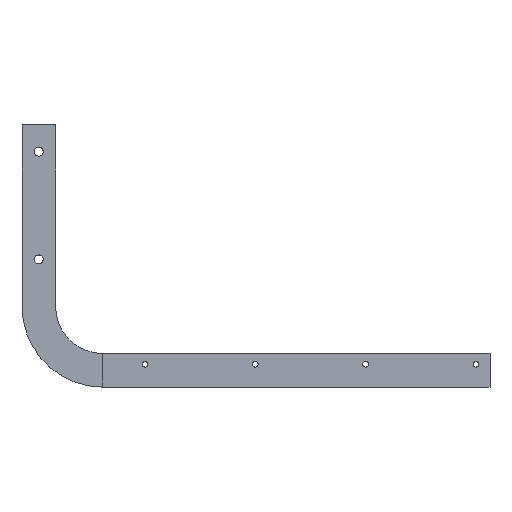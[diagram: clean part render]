
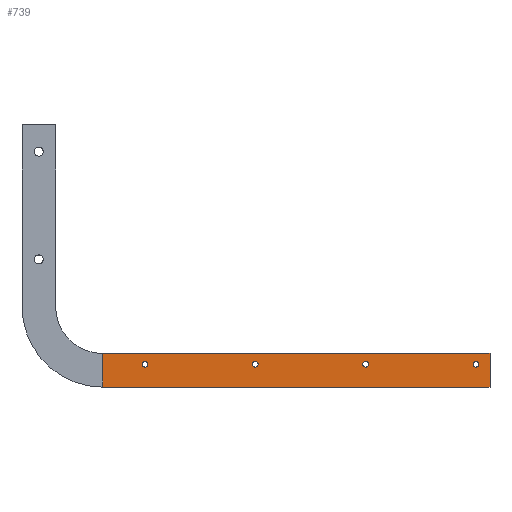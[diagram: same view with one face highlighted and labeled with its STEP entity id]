
A CAD part, top view. The second image highlights one B-rep face of the part: STEP entity #739.
In plain terms, the highlighted planar face has unit normal (0, 0, 1).
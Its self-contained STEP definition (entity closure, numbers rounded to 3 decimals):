
#3 = AXIS2_PLACEMENT_3D ( 'NONE', #490, #314, #560 ) ;
#24 = CARTESIAN_POINT ( 'NONE',  ( 348., -195., 6. ) ) ;
#27 = ORIENTED_EDGE ( 'NONE', *, *, #507, .F. ) ;
#45 = CARTESIAN_POINT ( 'NONE',  ( 173.5, -178., 6. ) ) ;
#50 = DIRECTION ( 'NONE',  ( 1., 0., 0. ) ) ;
#59 = ORIENTED_EDGE ( 'NONE', *, *, #177, .F. ) ;
#61 = LINE ( 'NONE', #361, #292 ) ;
#63 = DIRECTION ( 'NONE',  ( 1., 0., 0. ) ) ;
#74 = CARTESIAN_POINT ( 'NONE',  ( 348., -170., 6. ) ) ;
#77 = AXIS2_PLACEMENT_3D ( 'NONE', #45, #364, #183 ) ;
#82 = AXIS2_PLACEMENT_3D ( 'NONE', #748, #427, #682 ) ;
#86 = FACE_BOUND ( 'NONE', #514, .T. ) ;
#91 = CARTESIAN_POINT ( 'NONE',  ( 257.6, -178., 6. ) ) ;
#94 = EDGE_CURVE ( 'NONE', #313, #358, #638, .T. ) ;
#118 = VERTEX_POINT ( 'NONE', #242 ) ;
#119 = LINE ( 'NONE', #745, #210 ) ;
#125 = CIRCLE ( 'NONE', #690, 2.1 ) ;
#128 = EDGE_CURVE ( 'NONE', #533, #641, #125, .T. ) ;
#141 = EDGE_CURVE ( 'NONE', #574, #754, #61, .T. ) ;
#146 = CIRCLE ( 'NONE', #82, 2.1 ) ;
#163 = CARTESIAN_POINT ( 'NONE',  ( 337.5, -178., 6. ) ) ;
#170 = CARTESIAN_POINT ( 'NONE',  ( 255.5, -178., 6. ) ) ;
#177 = EDGE_CURVE ( 'NONE', #434, #387, #646, .T. ) ;
#180 = DIRECTION ( 'NONE',  ( -1., 0., 0. ) ) ;
#183 = DIRECTION ( 'NONE',  ( 1., 0., 0. ) ) ;
#204 = CARTESIAN_POINT ( 'NONE',  ( 60., -170., 6. ) ) ;
#210 = VECTOR ( 'NONE', #689, 1000. ) ;
#236 = CARTESIAN_POINT ( 'NONE',  ( 91.5, -178., 6. ) ) ;
#238 = CARTESIAN_POINT ( 'NONE',  ( 173.5, -178., 6. ) ) ;
#242 = CARTESIAN_POINT ( 'NONE',  ( 60., -195., 6. ) ) ;
#250 = LINE ( 'NONE', #381, #315 ) ;
#262 = DIRECTION ( 'NONE',  ( 0., 0., 1. ) ) ;
#264 = DIRECTION ( 'NONE',  ( 1., 0., 0. ) ) ;
#275 = DIRECTION ( 'NONE',  ( 0., 0., 1. ) ) ;
#284 = EDGE_CURVE ( 'NONE', #387, #434, #774, .T. ) ;
#285 = VERTEX_POINT ( 'NONE', #567 ) ;
#292 = VECTOR ( 'NONE', #180, 1000. ) ;
#297 = CARTESIAN_POINT ( 'NONE',  ( 93.6, -178., 6. ) ) ;
#311 = AXIS2_PLACEMENT_3D ( 'NONE', #316, #262, #451 ) ;
#313 = VERTEX_POINT ( 'NONE', #587 ) ;
#314 = DIRECTION ( 'NONE',  ( 0., 0., 1. ) ) ;
#315 = VECTOR ( 'NONE', #566, 1000. ) ;
#316 = CARTESIAN_POINT ( 'NONE',  ( 91.5, -178., 6. ) ) ;
#317 = VERTEX_POINT ( 'NONE', #24 ) ;
#323 = FACE_BOUND ( 'NONE', #613, .T. ) ;
#327 = ORIENTED_EDGE ( 'NONE', *, *, #141, .T. ) ;
#337 = VECTOR ( 'NONE', #461, 1000. ) ;
#356 = CARTESIAN_POINT ( 'NONE',  ( 89.4, -178., 6. ) ) ;
#358 = VERTEX_POINT ( 'NONE', #634 ) ;
#361 = CARTESIAN_POINT ( 'NONE',  ( 348., -170., 6. ) ) ;
#364 = DIRECTION ( 'NONE',  ( 0., 0., 1. ) ) ;
#368 = DIRECTION ( 'NONE',  ( 0., 0., 1. ) ) ;
#374 = ORIENTED_EDGE ( 'NONE', *, *, #504, .F. ) ;
#381 = CARTESIAN_POINT ( 'NONE',  ( 60., -135., 6. ) ) ;
#383 = ORIENTED_EDGE ( 'NONE', *, *, #724, .T. ) ;
#386 = FACE_BOUND ( 'NONE', #632, .T. ) ;
#387 = VERTEX_POINT ( 'NONE', #297 ) ;
#393 = AXIS2_PLACEMENT_3D ( 'NONE', #236, #488, #743 ) ;
#402 = EDGE_LOOP ( 'NONE', ( #768, #530 ) ) ;
#419 = CIRCLE ( 'NONE', #448, 2.1 ) ;
#427 = DIRECTION ( 'NONE',  ( 0., 0., 1. ) ) ;
#433 = CIRCLE ( 'NONE', #536, 2.1 ) ;
#434 = VERTEX_POINT ( 'NONE', #356 ) ;
#448 = AXIS2_PLACEMENT_3D ( 'NONE', #163, #801, #672 ) ;
#451 = DIRECTION ( 'NONE',  ( 1., 0., 0. ) ) ;
#461 = DIRECTION ( 'NONE',  ( 0., 1., 0. ) ) ;
#475 = VERTEX_POINT ( 'NONE', #697 ) ;
#488 = DIRECTION ( 'NONE',  ( 0., 0., 1. ) ) ;
#490 = CARTESIAN_POINT ( 'NONE',  ( 337.5, -178., 6. ) ) ;
#502 = EDGE_CURVE ( 'NONE', #641, #533, #146, .T. ) ;
#503 = CARTESIAN_POINT ( 'NONE',  ( 253.4, -178., 6. ) ) ;
#504 = EDGE_CURVE ( 'NONE', #475, #285, #605, .T. ) ;
#506 = EDGE_CURVE ( 'NONE', #118, #317, #119, .T. ) ;
#507 = EDGE_CURVE ( 'NONE', #118, #754, #250, .T. ) ;
#514 = EDGE_LOOP ( 'NONE', ( #538, #800 ) ) ;
#520 = ORIENTED_EDGE ( 'NONE', *, *, #506, .T. ) ;
#530 = ORIENTED_EDGE ( 'NONE', *, *, #128, .F. ) ;
#533 = VERTEX_POINT ( 'NONE', #503 ) ;
#536 = AXIS2_PLACEMENT_3D ( 'NONE', #238, #368, #63 ) ;
#538 = ORIENTED_EDGE ( 'NONE', *, *, #94, .F. ) ;
#550 = AXIS2_PLACEMENT_3D ( 'NONE', #769, #275, #264 ) ;
#560 = DIRECTION ( 'NONE',  ( 1., 0., 0. ) ) ;
#566 = DIRECTION ( 'NONE',  ( 0., 1., 0. ) ) ;
#567 = CARTESIAN_POINT ( 'NONE',  ( 339.6, -178., 6. ) ) ;
#574 = VERTEX_POINT ( 'NONE', #74 ) ;
#575 = FACE_OUTER_BOUND ( 'NONE', #789, .T. ) ;
#579 = EDGE_CURVE ( 'NONE', #358, #313, #433, .T. ) ;
#587 = CARTESIAN_POINT ( 'NONE',  ( 175.6, -178., 6. ) ) ;
#605 = CIRCLE ( 'NONE', #3, 2.1 ) ;
#610 = DIRECTION ( 'NONE',  ( 0., 0., 1. ) ) ;
#613 = EDGE_LOOP ( 'NONE', ( #647, #374 ) ) ;
#632 = EDGE_LOOP ( 'NONE', ( #732, #59 ) ) ;
#634 = CARTESIAN_POINT ( 'NONE',  ( 171.4, -178., 6. ) ) ;
#637 = LINE ( 'NONE', #644, #337 ) ;
#638 = CIRCLE ( 'NONE', #77, 2.1 ) ;
#640 = PLANE ( 'NONE',  #550 ) ;
#641 = VERTEX_POINT ( 'NONE', #91 ) ;
#644 = CARTESIAN_POINT ( 'NONE',  ( 348., -195., 6. ) ) ;
#646 = CIRCLE ( 'NONE', #393, 2.1 ) ;
#647 = ORIENTED_EDGE ( 'NONE', *, *, #795, .F. ) ;
#648 = FACE_BOUND ( 'NONE', #402, .T. ) ;
#672 = DIRECTION ( 'NONE',  ( 1., 0., 0. ) ) ;
#682 = DIRECTION ( 'NONE',  ( 1., 0., 0. ) ) ;
#689 = DIRECTION ( 'NONE',  ( 1., 0., 0. ) ) ;
#690 = AXIS2_PLACEMENT_3D ( 'NONE', #170, #610, #50 ) ;
#697 = CARTESIAN_POINT ( 'NONE',  ( 335.4, -178., 6. ) ) ;
#724 = EDGE_CURVE ( 'NONE', #317, #574, #637, .T. ) ;
#732 = ORIENTED_EDGE ( 'NONE', *, *, #284, .F. ) ;
#739 = ADVANCED_FACE ( 'NONE', ( #648, #323, #575, #86, #386 ), #640, .T. ) ;
#743 = DIRECTION ( 'NONE',  ( 1., 0., 0. ) ) ;
#745 = CARTESIAN_POINT ( 'NONE',  ( 60., -195., 6. ) ) ;
#748 = CARTESIAN_POINT ( 'NONE',  ( 255.5, -178., 6. ) ) ;
#754 = VERTEX_POINT ( 'NONE', #204 ) ;
#768 = ORIENTED_EDGE ( 'NONE', *, *, #502, .F. ) ;
#769 = CARTESIAN_POINT ( 'NONE',  ( 60., -135., 6. ) ) ;
#774 = CIRCLE ( 'NONE', #311, 2.1 ) ;
#789 = EDGE_LOOP ( 'NONE', ( #27, #520, #383, #327 ) ) ;
#795 = EDGE_CURVE ( 'NONE', #285, #475, #419, .T. ) ;
#800 = ORIENTED_EDGE ( 'NONE', *, *, #579, .F. ) ;
#801 = DIRECTION ( 'NONE',  ( 0., 0., 1. ) ) ;
